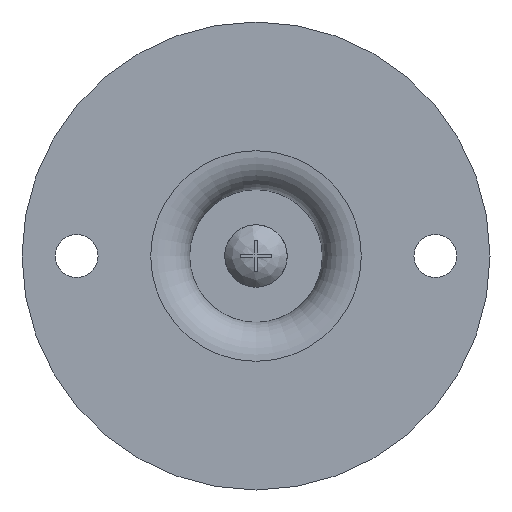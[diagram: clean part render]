
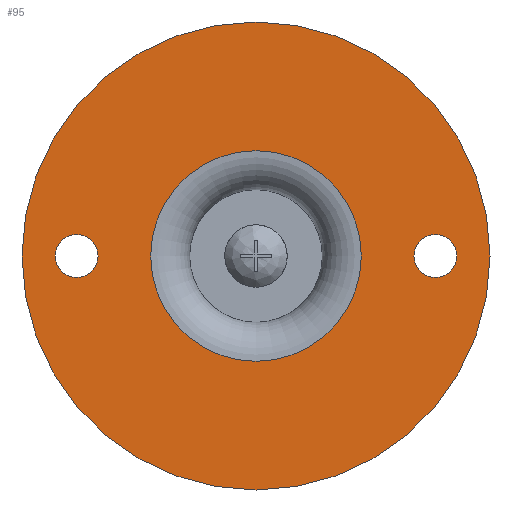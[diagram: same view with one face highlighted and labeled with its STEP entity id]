
A CAD part, front view. The second image highlights one B-rep face of the part: STEP entity #95.
In plain terms, the highlighted planar face has unit normal (0, -1, 0).
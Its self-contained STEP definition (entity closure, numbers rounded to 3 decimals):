
#95 = ADVANCED_FACE( '', ( #220, #221, #222, #223 ), #224, .F. );
#220 = FACE_BOUND( '', #387, .T. );
#221 = FACE_BOUND( '', #388, .T. );
#222 = FACE_OUTER_BOUND( '', #389, .T. );
#223 = FACE_BOUND( '', #390, .T. );
#224 = PLANE( '', #391 );
#387 = EDGE_LOOP( '', ( #637 ) );
#388 = EDGE_LOOP( '', ( #638 ) );
#389 = EDGE_LOOP( '', ( #639 ) );
#390 = EDGE_LOOP( '', ( #640 ) );
#391 = AXIS2_PLACEMENT_3D( '', #641, #642, #643 );
#637 = ORIENTED_EDGE( '', *, *, #968, .F. );
#638 = ORIENTED_EDGE( '', *, *, #959, .F. );
#639 = ORIENTED_EDGE( '', *, *, #969, .T. );
#640 = ORIENTED_EDGE( '', *, *, #922, .T. );
#641 = CARTESIAN_POINT( '', ( 30., 0., 0. ) );
#642 = DIRECTION( '', ( 0., 1., 0. ) );
#643 = DIRECTION( '', ( 0., 0., 1. ) );
#922 = EDGE_CURVE( '', #1067, #1067, #1068, .T. );
#959 = EDGE_CURVE( '', #1129, #1129, #1130, .F. );
#968 = EDGE_CURVE( '', #1142, #1142, #1143, .T. );
#969 = EDGE_CURVE( '', #1144, #1144, #1145, .T. );
#1067 = VERTEX_POINT( '', #1278 );
#1068 = CIRCLE( '', #1279, 2.75 );
#1129 = VERTEX_POINT( '', #1412 );
#1130 = CIRCLE( '', #1413, 2.75 );
#1142 = VERTEX_POINT( '', #1435 );
#1143 = CIRCLE( '', #1436, 13.5 );
#1144 = VERTEX_POINT( '', #1437 );
#1145 = CIRCLE( '', #1438, 30. );
#1278 = CARTESIAN_POINT( '', ( -20.25, 0., 0. ) );
#1279 = AXIS2_PLACEMENT_3D( '', #1667, #1668, #1669 );
#1412 = CARTESIAN_POINT( '', ( 23., 0., 2.75 ) );
#1413 = AXIS2_PLACEMENT_3D( '', #1690, #1691, #1692 );
#1435 = CARTESIAN_POINT( '', ( 0., 0., -13.5 ) );
#1436 = AXIS2_PLACEMENT_3D( '', #1698, #1699, #1700 );
#1437 = CARTESIAN_POINT( '', ( 0., 0., -30. ) );
#1438 = AXIS2_PLACEMENT_3D( '', #1701, #1702, #1703 );
#1667 = CARTESIAN_POINT( '', ( -23., 0., 0. ) );
#1668 = DIRECTION( '', ( 0., 1., 0. ) );
#1669 = DIRECTION( '', ( 1., 0., 0. ) );
#1690 = CARTESIAN_POINT( '', ( 23., 0., 0. ) );
#1691 = DIRECTION( '', ( 0., 1., 0. ) );
#1692 = DIRECTION( '', ( 0., 0., 1. ) );
#1698 = CARTESIAN_POINT( '', ( 0., 0., 0. ) );
#1699 = DIRECTION( '', ( 0., -1., 0. ) );
#1700 = DIRECTION( '', ( 0., 0., -1. ) );
#1701 = CARTESIAN_POINT( '', ( 0., 0., 0. ) );
#1702 = DIRECTION( '', ( 0., -1., 0. ) );
#1703 = DIRECTION( '', ( 0., 0., -1. ) );
